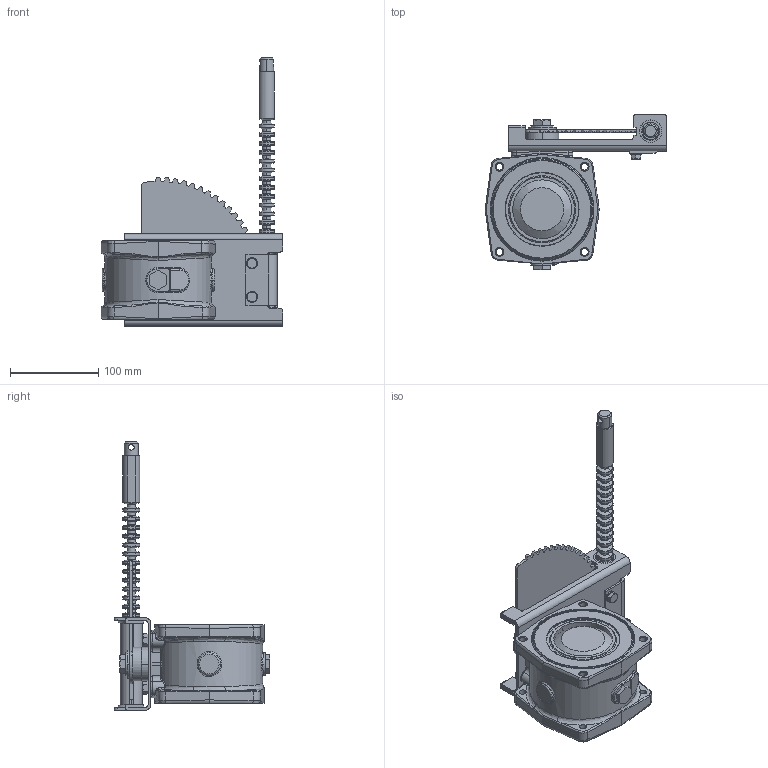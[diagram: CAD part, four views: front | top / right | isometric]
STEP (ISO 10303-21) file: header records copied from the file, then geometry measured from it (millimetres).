
FILE_DESCRIPTION((''),'2;1');
FILE_NAME('8625_RS_L_ADPT','2010-12-15T',('sobri'),(''),'PRO/ENGINEER BY PARAMETRIC TECHNOLOGY CORPORATION, 2008010','PRO/ENGINEER BY PARAMETRIC TECHNOLOGY CORPORATION, 2008010','');
FILE_SCHEMA(('CONFIG_CONTROL_DESIGN'));
Products named in the file (1): 8625_RS_L_ADPT
Bounding box: 206.23 x 175.78 x 304.39 mm (x, y, z)
Volume: 1363951.2 mm3; surface area: 202499.2 mm2
Topology: 2 solids, 6 shells, 1091 faces, 2663 edges, 1598 vertices
Faces by surface type: cylinder 327, plane 304, cone 174, bspline 169, torus 115, sphere 2
Entity records: 47473 total; most frequent: CARTESIAN_POINT 23274, ORIENTED_EDGE 5322, DIRECTION 4726, EDGE_CURVE 2661, AXIS2_PLACEMENT_3D 1868, VERTEX_POINT 1598, EDGE_LOOP 1151, FACE_OUTER_BOUND 1091
